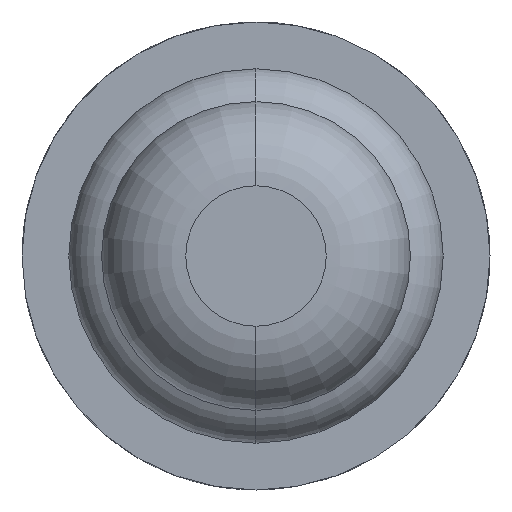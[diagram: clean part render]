
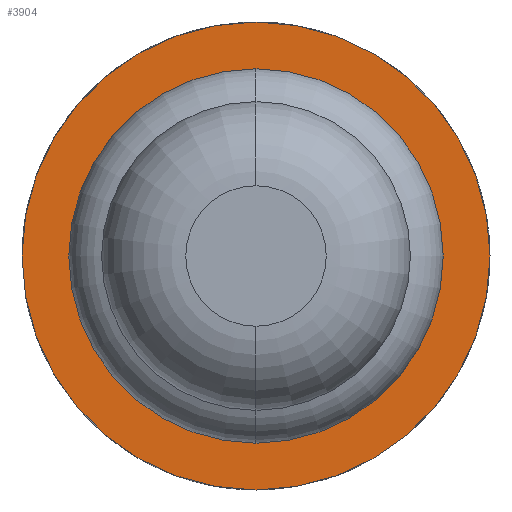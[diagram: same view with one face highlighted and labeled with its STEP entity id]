
A CAD part, front view. The second image highlights one B-rep face of the part: STEP entity #3904.
In plain terms, the highlighted planar face has unit normal (0, -1, 0).
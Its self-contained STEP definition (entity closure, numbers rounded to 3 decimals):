
#26 = DIRECTION ( 'NONE',  ( -1., 0., 0. ) ) ;
#137 = CIRCLE ( 'NONE', #1946, 0.64 ) ;
#179 = CARTESIAN_POINT ( 'NONE',  ( 0., 5., 0. ) ) ;
#198 = CARTESIAN_POINT ( 'NONE',  ( 0.64, 5., 0. ) ) ;
#351 = ORIENTED_EDGE ( 'NONE', *, *, #2613, .T. ) ;
#434 = VERTEX_POINT ( 'NONE', #2886 ) ;
#459 = FACE_BOUND ( 'NONE', #3305, .T. ) ;
#530 = PLANE ( 'NONE',  #3336 ) ;
#553 = DIRECTION ( 'NONE',  ( -1., 0., 0. ) ) ;
#561 = CIRCLE ( 'NONE', #1353, 0.64 ) ;
#846 = CARTESIAN_POINT ( 'NONE',  ( 1.25, 5., 0. ) ) ;
#929 = ORIENTED_EDGE ( 'NONE', *, *, #946, .T. ) ;
#946 = EDGE_CURVE ( 'Defeature ausgef�hrt1_15+Defeature ausgef�hrt1_10+Defeature ausgef�hrt1_10+Defeature ausgef�hrt1_10', #1303, #3614, #137, .T. ) ;
#1050 = CARTESIAN_POINT ( 'NONE',  ( -1.25, 5., 0. ) ) ;
#1193 = DIRECTION ( 'NONE',  ( -1., 0., 0. ) ) ;
#1206 = EDGE_CURVE ( 'Defeature ausgef�hrt1_14+Defeature ausgef�hrt1_15+Defeature ausgef�hrt1_15+Defeature ausgef�hrt1_15', #2719, #434, #2887, .T. ) ;
#1303 = VERTEX_POINT ( 'NONE', #198 ) ;
#1307 = FACE_OUTER_BOUND ( 'NONE', #2346, .T. ) ;
#1340 = EDGE_CURVE ( 'Defeature ausgef�hrt1_14+Defeature ausgef�hrt1_15+Defeature ausgef�hrt1_15+Defeature ausgef�hrt1_15', #434, #2719, #2186, .T. ) ;
#1353 = AXIS2_PLACEMENT_3D ( 'NONE', #1880, #3095, #26 ) ;
#1619 = CARTESIAN_POINT ( 'NONE',  ( -0.64, 5., 0. ) ) ;
#1817 = DIRECTION ( 'NONE',  ( -1., 0., 0. ) ) ;
#1821 = ORIENTED_EDGE ( 'NONE', *, *, #1340, .F. ) ;
#1880 = CARTESIAN_POINT ( 'NONE',  ( 0., 5., 0. ) ) ;
#1946 = AXIS2_PLACEMENT_3D ( 'NONE', #2686, #3927, #553 ) ;
#2186 = CIRCLE ( 'NONE', #3196, 1.25 ) ;
#2323 = CARTESIAN_POINT ( 'NONE',  ( 0., 5., 0. ) ) ;
#2346 = EDGE_LOOP ( 'NONE', ( #2945, #1821 ) ) ;
#2613 = EDGE_CURVE ( 'Defeature ausgef�hrt1_15+Defeature ausgef�hrt1_10+Defeature ausgef�hrt1_10+Defeature ausgef�hrt1_10', #3614, #1303, #561, .T. ) ;
#2655 = DIRECTION ( 'NONE',  ( 0., 1., 0. ) ) ;
#2686 = CARTESIAN_POINT ( 'NONE',  ( 0., 5., 0. ) ) ;
#2719 = VERTEX_POINT ( 'NONE', #1050 ) ;
#2884 = DIRECTION ( 'NONE',  ( -1., 0., 0. ) ) ;
#2886 = CARTESIAN_POINT ( 'NONE',  ( 1.25, 5., 0. ) ) ;
#2887 = CIRCLE ( 'NONE', #3039, 1.25 ) ;
#2945 = ORIENTED_EDGE ( 'NONE', *, *, #1206, .F. ) ;
#3039 = AXIS2_PLACEMENT_3D ( 'NONE', #2323, #3551, #2884 ) ;
#3095 = DIRECTION ( 'NONE',  ( 0., 1., 0. ) ) ;
#3196 = AXIS2_PLACEMENT_3D ( 'NONE', #179, #3657, #1193 ) ;
#3305 = EDGE_LOOP ( 'NONE', ( #351, #929 ) ) ;
#3336 = AXIS2_PLACEMENT_3D ( 'NONE', #846, #2655, #1817 ) ;
#3551 = DIRECTION ( 'NONE',  ( 0., 1., 0. ) ) ;
#3614 = VERTEX_POINT ( 'NONE', #1619 ) ;
#3657 = DIRECTION ( 'NONE',  ( 0., 1., 0. ) ) ;
#3904 = ADVANCED_FACE ( 'Defeature ausgef�hrt1_15', ( #1307, #459 ), #530, .F. ) ;
#3927 = DIRECTION ( 'NONE',  ( 0., 1., 0. ) ) ;
